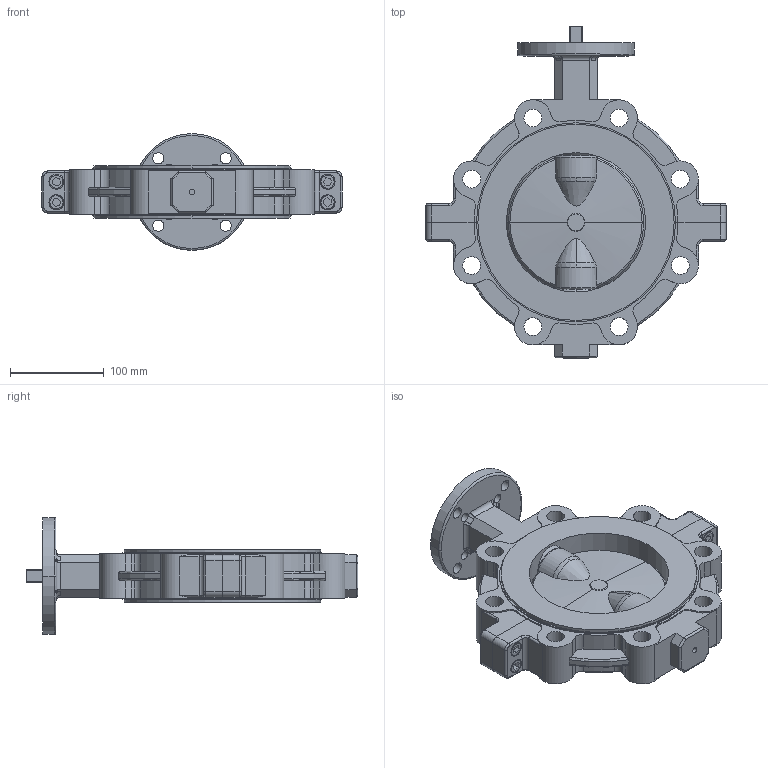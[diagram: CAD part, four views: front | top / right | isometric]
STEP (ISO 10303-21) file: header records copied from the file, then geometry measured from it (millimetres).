
FILE_DESCRIPTION (( 'STEP AP214' ), '1' );
FILE_NAME ('AS-L1-0600-PMR-XA.step', '2019-08-26T11:38:17', ( '' ), ( '' ), 'SwSTEP 2.0', 'SolidWorks 2019', '' );
FILE_SCHEMA (( 'AUTOMOTIVE_DESIGN' ));
Length unit declared in the file: inch
Products named in the file (2): AS-L1-0600-PMR-XA
Bounding box: 321 x 355.03 x 125 mm (x, y, z)
Surface area: 308465.4 mm2 (no closed solid volume)
Topology: 0 solids, 13 shells, 424 faces, 1188 edges, 772 vertices
Faces by surface type: cylinder 199, plane 136, torus 51, cone 34, bspline 4
Entity records: 20445 total; most frequent: CARTESIAN_POINT 3787, DIRECTION 2448, ORIENTED_EDGE 2226, EDGE_CURVE 1188, AXIS2_PLACEMENT_3D 946, VERTEX_POINT 772, VECTOR 556, LINE 556
